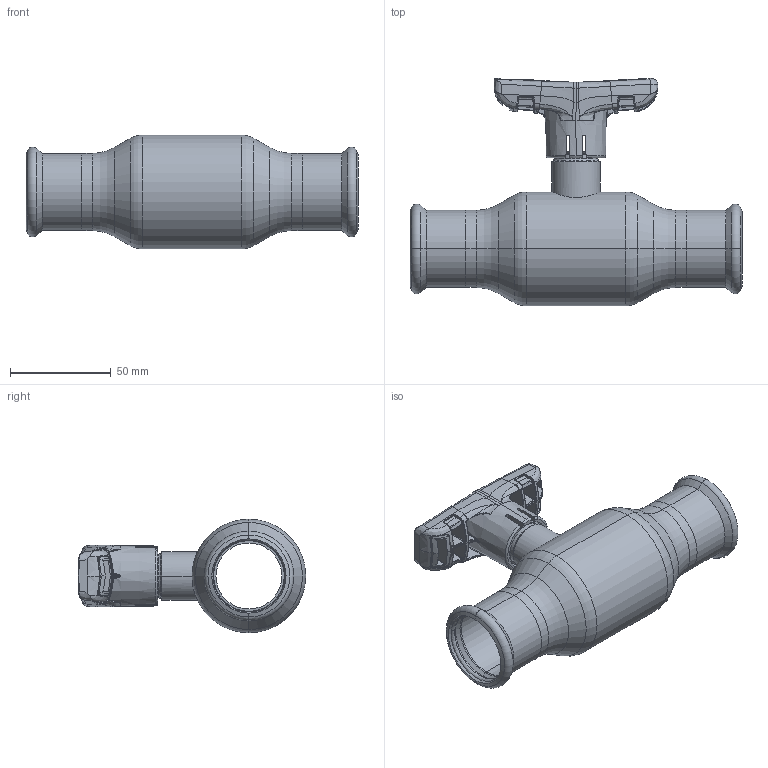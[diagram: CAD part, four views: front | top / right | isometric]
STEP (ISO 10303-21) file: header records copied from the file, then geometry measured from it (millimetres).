
FILE_DESCRIPTION (( 'STEP AP214' ), '1' );
FILE_NAME ('1032000100-1400.step', '2024-01-15T11:14:13', ( '' ), ( '' ), 'SwSTEP 2.0', 'SolidWorks 2021', '' );
FILE_SCHEMA (( 'AUTOMOTIVE_DESIGN' ));
Length unit declared in the file: millimetre
Products named in the file (1): 1032000100-1400
Bounding box: 165 x 113.07 x 56.5 mm (x, y, z)
Surface area: 49451.6 mm2 (no closed solid volume)
Topology: 0 solids, 10 shells, 594 faces, 2086 edges, 1424 vertices
Faces by surface type: bspline 462, plane 39, cylinder 36, cone 28, torus 25, sphere 4
Entity records: 57273 total; most frequent: CARTESIAN_POINT 37787, ORIENTED_EDGE 3339, EDGE_CURVE 2072, B_SPLINE_CURVE_WITH_KNOTS 1503, VERTEX_POINT 1421, DIRECTION 1242, EDGE_LOOP 606, UNCERTAINTY_MEASURE_WITH_UNIT 593
